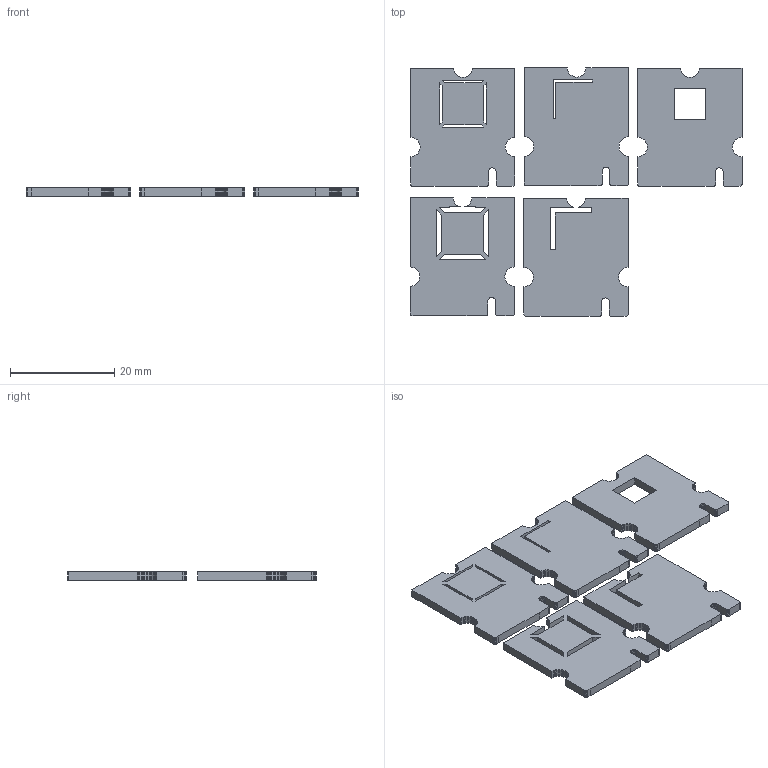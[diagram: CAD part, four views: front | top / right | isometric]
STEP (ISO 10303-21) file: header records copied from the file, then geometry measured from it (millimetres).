
FILE_DESCRIPTION(('KiCad electronic assembly'),'2;1');
FILE_NAME('Cookie_Mantis_Stencil.step','2023-03-30T14:02:37',('Pcbnew'), ('Kicad'),'Open CASCADE STEP processor 7.6','KiCad to STEP converter', 'Unknown');
FILE_SCHEMA(('AUTOMOTIVE_DESIGN { 1 0 10303 214 1 1 1 1 }'));
Length unit declared in the file: millimetre
Products named in the file (6): Cookie_Mantis_Stencil 1; PCB1; PCB2; PCB3; PCB4; PCB5
Assembly tree (5 placements, depth 2):
  Cookie_Mantis_Stencil 1
    PCB1
    PCB2
    PCB3
    PCB4
    PCB5
Bounding box: 63.69 x 47.66 x 1.6 mm (x, y, z)
Volume: 3289.4 mm3; surface area: 5248.1 mm2
Topology: 5 solids, 5 shells, 595 faces, 1755 edges, 1170 vertices
Faces by surface type: plane 595
Entity records: 42439 total; most frequent: CARTESIAN_POINT 7036, DIRECTION 6467, LINE 5265, VECTOR 5265, ORIENTED_EDGE 3510, PCURVE 3510, DEFINITIONAL_REPRESENTATION 3510, EDGE_CURVE 1755
